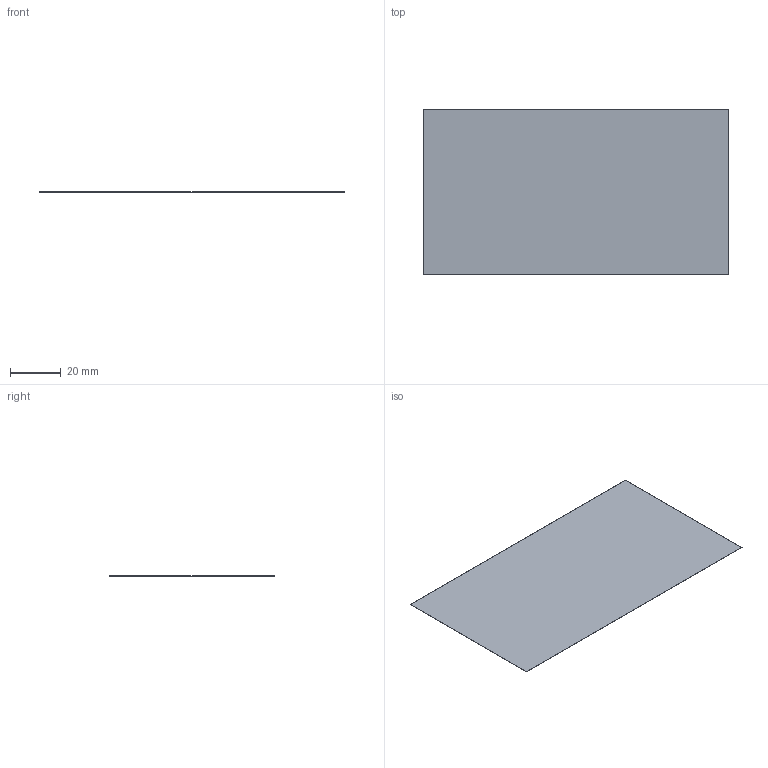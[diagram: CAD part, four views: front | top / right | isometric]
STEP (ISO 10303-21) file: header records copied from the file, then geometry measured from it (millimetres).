
FILE_DESCRIPTION(/* description */ ('Unknown'),/* implementation_level */ '2;1');
FILE_NAME(/* name */ '353001',/* time_stamp */ '2025-08-12T10:56:21+08:00',/* author */ ('Unknown'),/* organization */ ('Unknown'),/* preprocessor_version */ 'ST-DEVELOPER v19.4',/* originating_system */ 'Solid Edge',/* authorisation */ 'Unknown');
FILE_SCHEMA (('AUTOMOTIVE_DESIGN {1 0 10303 214 3 1 1}'));
Length unit declared in the file: millimetre
Products named in the file (5): 353001; Acrylic_adhesive; 3Nanocrystallinelayers; PET; Release Film
Assembly tree (5 placements, depth 2):
  353001
    Acrylic_adhesive
    3Nanocrystallinelayers
    PET
    Release Film  x2
Bounding box: 120 x 65 x 0.11 mm (x, y, z)
Volume: 858 mm3; surface area: 78040.7 mm2
Topology: 5 solids, 5 shells, 30 faces, 60 edges, 40 vertices
Faces by surface type: plane 30
Entity records: 753 total; most frequent: CARTESIAN_POINT 110, DIRECTION 108, ORIENTED_EDGE 96, EDGE_CURVE 48, LINE 48, VECTOR 48, VERTEX_POINT 32, AXIS2_PLACEMENT_3D 30
